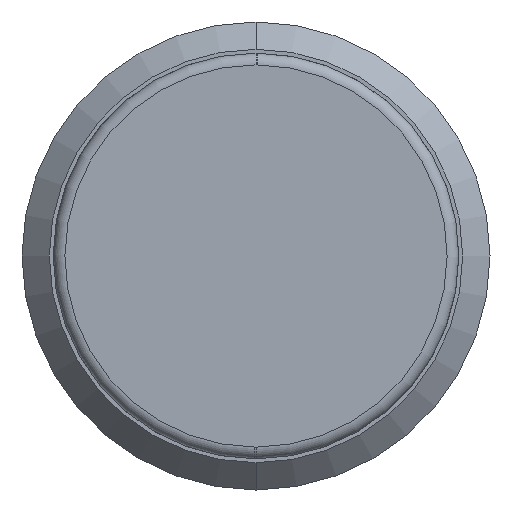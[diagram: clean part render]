
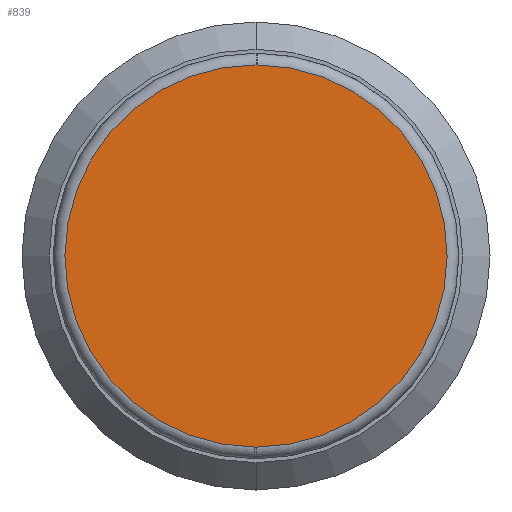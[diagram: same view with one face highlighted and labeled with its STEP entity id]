
A CAD part, front view. The second image highlights one B-rep face of the part: STEP entity #839.
In plain terms, the highlighted planar face has unit normal (0, -1, 0).
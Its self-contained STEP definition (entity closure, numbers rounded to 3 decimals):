
#839=ADVANCED_FACE('',(#1606),#1607,.F.);
#1606=FACE_OUTER_BOUND('',#2759,.T.);
#1607=PLANE('',#2760);
#2759=EDGE_LOOP('',(#4599,#4600,#4601,#4602));
#2760=AXIS2_PLACEMENT_3D('',#4603,#4604,#4605);
#4599=ORIENTED_EDGE('',*,*,#5329,.T.);
#4600=ORIENTED_EDGE('',*,*,#5273,.T.);
#4601=ORIENTED_EDGE('',*,*,#5327,.T.);
#4602=ORIENTED_EDGE('',*,*,#5278,.T.);
#4603=CARTESIAN_POINT('',(0.0,-8.0,0.0));
#4604=DIRECTION('',(-0.0,1.0,0.0));
#4605=DIRECTION('',(1.0,0.0,0.0));
#5273=EDGE_CURVE('',#6222,#6226,#6228,.T.);
#5278=EDGE_CURVE('',#6231,#6235,#6237,.T.);
#5327=EDGE_CURVE('',#6226,#6231,#6306,.T.);
#5329=EDGE_CURVE('',#6235,#6222,#6308,.T.);
#6222=VERTEX_POINT('',#8149);
#6226=VERTEX_POINT('',#8153);
#6228=CIRCLE('',#8155,4.9);
#6231=VERTEX_POINT('',#8158);
#6235=VERTEX_POINT('',#8162);
#6237=CIRCLE('',#8164,4.9);
#6306=CIRCLE('',#8245,4.9);
#6308=CIRCLE('',#8247,4.9);
#8149=CARTESIAN_POINT('',(-0.04,-8.0,-4.9));
#8153=CARTESIAN_POINT('',(0.0,-8.0,-4.9));
#8155=AXIS2_PLACEMENT_3D('',#9069,#9070,#9071);
#8158=CARTESIAN_POINT('',(0.04,-8.0,4.9));
#8162=CARTESIAN_POINT('',(0.0,-8.0,4.9));
#8164=AXIS2_PLACEMENT_3D('',#9081,#9082,#9083);
#8245=AXIS2_PLACEMENT_3D('',#9159,#9160,#9161);
#8247=AXIS2_PLACEMENT_3D('',#9162,#9163,#9164);
#9069=CARTESIAN_POINT('',(0.0,-8.0,0.0));
#9070=DIRECTION('',(0.0,-1.0,0.0));
#9071=DIRECTION('',(0.0,0.0,1.0));
#9081=CARTESIAN_POINT('',(0.0,-8.0,0.0));
#9082=DIRECTION('',(0.0,-1.0,0.0));
#9083=DIRECTION('',(0.0,0.0,-1.0));
#9159=CARTESIAN_POINT('',(0.0,-8.0,0.0));
#9160=DIRECTION('',(0.0,-1.0,0.0));
#9161=DIRECTION('',(0.0,0.0,-1.0));
#9162=CARTESIAN_POINT('',(0.0,-8.0,0.0));
#9163=DIRECTION('',(0.0,-1.0,0.0));
#9164=DIRECTION('',(0.0,0.0,1.0));
